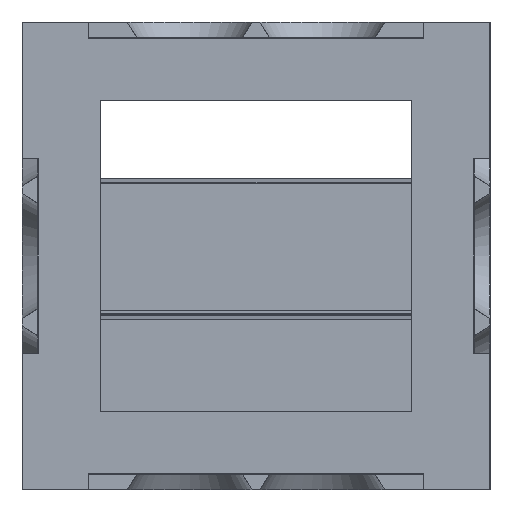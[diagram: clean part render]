
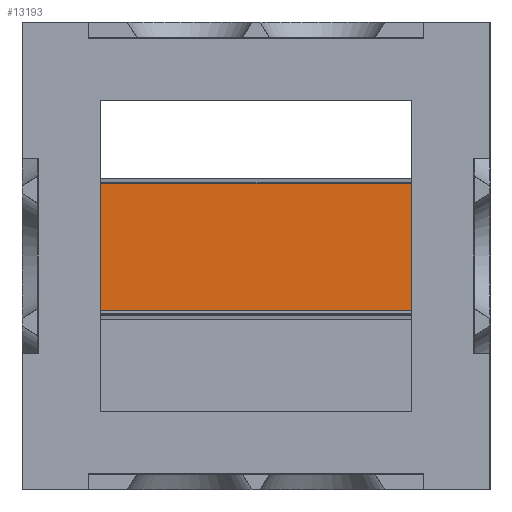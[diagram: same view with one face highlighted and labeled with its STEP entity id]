
A CAD part, front view. The second image highlights one B-rep face of the part: STEP entity #13193.
In plain terms, the highlighted planar face has unit normal (0, 1, 0).
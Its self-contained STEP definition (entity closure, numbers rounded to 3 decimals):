
#38 = VERTEX_POINT ( 'NONE', #21874 ) ;
#439 = EDGE_CURVE ( 'NONE', #19780, #19780, #9246, .T. ) ;
#800 = CARTESIAN_POINT ( 'NONE',  ( -463., 1813.109, 187.124 ) ) ;
#2439 = LINE ( 'NONE', #45353, #25257 ) ;
#2457 = LINE ( 'NONE', #7048, #27498 ) ;
#3485 = FACE_BOUND ( 'NONE', #4739, .T. ) ;
#3650 = ORIENTED_EDGE ( 'NONE', *, *, #16741, .T. ) ;
#4601 = VERTEX_POINT ( 'NONE', #38776 ) ;
#4739 = EDGE_LOOP ( 'NONE', ( #16151 ) ) ;
#6774 = DIRECTION ( 'NONE',  ( 0., 0., -1. ) ) ;
#6872 = EDGE_LOOP ( 'NONE', ( #45730, #23456, #3650, #10348, #37635, #35586 ) ) ;
#6874 = EDGE_CURVE ( 'NONE', #10957, #10957, #12170, .T. ) ;
#7048 = CARTESIAN_POINT ( 'NONE',  ( -513., 1813.109, -138.876 ) ) ;
#7272 = CARTESIAN_POINT ( 'NONE',  ( 513., 1813.109, -138.876 ) ) ;
#8451 = DIRECTION ( 'NONE',  ( 0., 0., 1. ) ) ;
#8783 = CARTESIAN_POINT ( 'NONE',  ( -513., 1813.109, 137.124 ) ) ;
#9246 = CIRCLE ( 'NONE', #37731, 18.5 ) ;
#9593 = EDGE_CURVE ( 'NONE', #27868, #4601, #24035, .T. ) ;
#10060 = DIRECTION ( 'NONE',  ( 0., 0., 1. ) ) ;
#10159 = VECTOR ( 'NONE', #36849, 1000. ) ;
#10348 = ORIENTED_EDGE ( 'NONE', *, *, #19930, .T. ) ;
#10957 = VERTEX_POINT ( 'NONE', #12606 ) ;
#11223 = DIRECTION ( 'NONE',  ( 0., -1., 0. ) ) ;
#11708 = CARTESIAN_POINT ( 'NONE',  ( 513., 1813.109, 137.124 ) ) ;
#12077 = EDGE_CURVE ( 'NONE', #38, #35388, #41987, .T. ) ;
#12170 = CIRCLE ( 'NONE', #34396, 18.5 ) ;
#12606 = CARTESIAN_POINT ( 'NONE',  ( 494., 1813.109, -95.376 ) ) ;
#13193 = ADVANCED_FACE ( 'NONE', ( #3485, #37905, #40147 ), #13689, .F. ) ;
#13689 = PLANE ( 'NONE',  #28008 ) ;
#14438 = CARTESIAN_POINT ( 'NONE',  ( 463., 1813.109, 187.124 ) ) ;
#16151 = ORIENTED_EDGE ( 'NONE', *, *, #439, .F. ) ;
#16741 = EDGE_CURVE ( 'NONE', #4601, #26143, #2439, .T. ) ;
#16892 = CARTESIAN_POINT ( 'NONE',  ( -513., 1813.109, -138.876 ) ) ;
#17906 = DIRECTION ( 'NONE',  ( 0., 0., 1. ) ) ;
#17932 = DIRECTION ( 'NONE',  ( 1., 0., 0. ) ) ;
#19780 = VERTEX_POINT ( 'NONE', #22547 ) ;
#19930 = EDGE_CURVE ( 'NONE', #26143, #38, #2457, .T. ) ;
#20001 = EDGE_CURVE ( 'NONE', #24450, #27868, #43008, .T. ) ;
#21874 = CARTESIAN_POINT ( 'NONE',  ( -513., 1813.109, -138.876 ) ) ;
#22098 = DIRECTION ( 'NONE',  ( 0., 1., 0. ) ) ;
#22547 = CARTESIAN_POINT ( 'NONE',  ( -494., 1813.109, -95.376 ) ) ;
#23456 = ORIENTED_EDGE ( 'NONE', *, *, #9593, .T. ) ;
#24035 = LINE ( 'NONE', #11708, #10159 ) ;
#24450 = VERTEX_POINT ( 'NONE', #24878 ) ;
#24878 = CARTESIAN_POINT ( 'NONE',  ( -463., 1813.109, 187.124 ) ) ;
#25052 = EDGE_LOOP ( 'NONE', ( #34684 ) ) ;
#25257 = VECTOR ( 'NONE', #6774, 1000. ) ;
#25490 = CARTESIAN_POINT ( 'NONE',  ( -250.866, 1813.109, -28.226 ) ) ;
#26143 = VERTEX_POINT ( 'NONE', #7272 ) ;
#27498 = VECTOR ( 'NONE', #42713, 1000. ) ;
#27868 = VERTEX_POINT ( 'NONE', #14438 ) ;
#28008 = AXIS2_PLACEMENT_3D ( 'NONE', #25490, #11223, #35600 ) ;
#28743 = DIRECTION ( 'NONE',  ( 0.707, 0., 0.707 ) ) ;
#31867 = CARTESIAN_POINT ( 'NONE',  ( -494., 1813.109, -113.876 ) ) ;
#32948 = VECTOR ( 'NONE', #28743, 1000. ) ;
#32970 = CARTESIAN_POINT ( 'NONE',  ( 494., 1813.109, -113.876 ) ) ;
#33619 = VECTOR ( 'NONE', #17932, 1000. ) ;
#33718 = VECTOR ( 'NONE', #10060, 1000. ) ;
#34396 = AXIS2_PLACEMENT_3D ( 'NONE', #32970, #22098, #8451 ) ;
#34684 = ORIENTED_EDGE ( 'NONE', *, *, #6874, .F. ) ;
#35388 = VERTEX_POINT ( 'NONE', #8783 ) ;
#35586 = ORIENTED_EDGE ( 'NONE', *, *, #39723, .T. ) ;
#35600 = DIRECTION ( 'NONE',  ( 0., 0., -1. ) ) ;
#36849 = DIRECTION ( 'NONE',  ( 0.707, 0., -0.707 ) ) ;
#37635 = ORIENTED_EDGE ( 'NONE', *, *, #12077, .T. ) ;
#37731 = AXIS2_PLACEMENT_3D ( 'NONE', #31867, #39151, #17906 ) ;
#37905 = FACE_BOUND ( 'NONE', #25052, .T. ) ;
#38776 = CARTESIAN_POINT ( 'NONE',  ( 513., 1813.109, 137.124 ) ) ;
#39151 = DIRECTION ( 'NONE',  ( 0., 1., 0. ) ) ;
#39178 = CARTESIAN_POINT ( 'NONE',  ( -513., 1813.109, 187.124 ) ) ;
#39570 = LINE ( 'NONE', #800, #32948 ) ;
#39723 = EDGE_CURVE ( 'NONE', #35388, #24450, #39570, .T. ) ;
#40147 = FACE_OUTER_BOUND ( 'NONE', #6872, .T. ) ;
#41987 = LINE ( 'NONE', #16892, #33718 ) ;
#42713 = DIRECTION ( 'NONE',  ( -1., 0., 0. ) ) ;
#43008 = LINE ( 'NONE', #39178, #33619 ) ;
#45353 = CARTESIAN_POINT ( 'NONE',  ( 513., 1813.109, -138.876 ) ) ;
#45730 = ORIENTED_EDGE ( 'NONE', *, *, #20001, .T. ) ;
